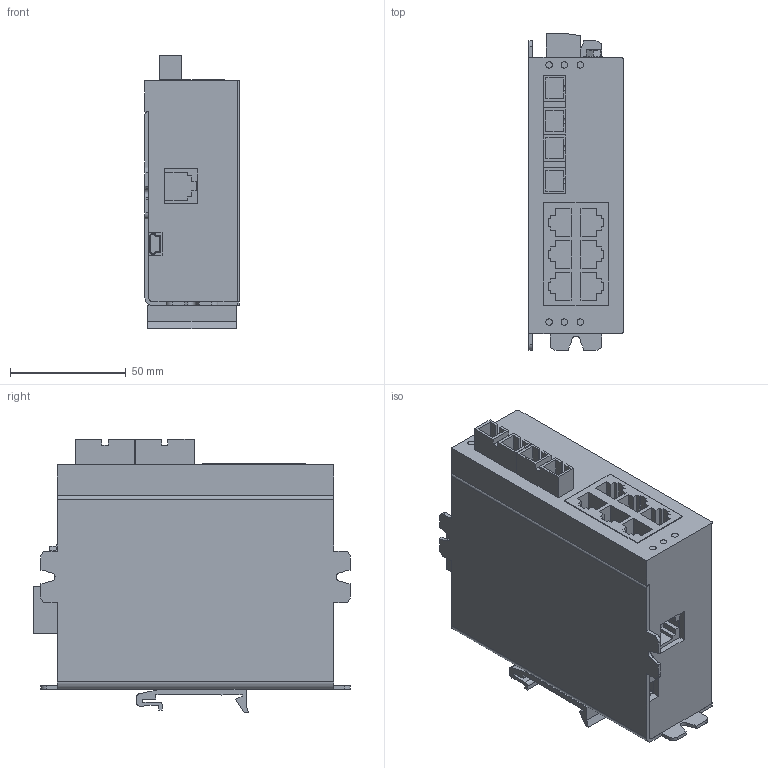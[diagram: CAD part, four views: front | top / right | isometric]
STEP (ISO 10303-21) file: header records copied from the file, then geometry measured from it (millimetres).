
FILE_DESCRIPTION (( 'STEP AP214' ), '1' );
FILE_NAME ('SE-SW8M-2SC.STEP', '2012-03-06T20:48:07', ( ' ' ), ( ' ' ), 'SwSTEP 2.0', 'SolidWorks 2011', '' );
FILE_SCHEMA (( 'AUTOMOTIVE_DESIGN' ));
Length unit declared in the file: inch
Products named in the file (1): SE-SW8M-2SC
Bounding box: 40.64 x 136.65 x 118.02 mm (x, y, z)
Volume: 475146.7 mm3; surface area: 80121.7 mm2
Topology: 1 solids, 1 shells, 412 faces, 1115 edges, 732 vertices
Faces by surface type: plane 358, cylinder 54
Full cylindrical faces by diameter (mm): 2.794 x6, 4.034 x4, 8.382 x1
Entity records: 17825 total; most frequent: CARTESIAN_POINT 2241, ORIENTED_EDGE 2200, DIRECTION 2054, EDGE_CURVE 1100, VECTOR 972, LINE 972, VERTEX_POINT 728, AXIS2_PLACEMENT_3D 541
